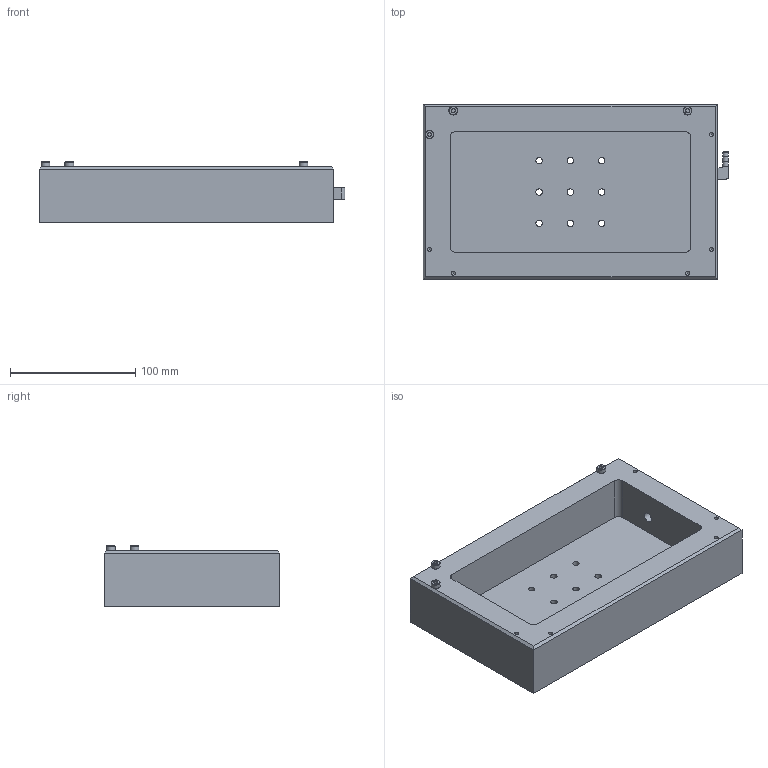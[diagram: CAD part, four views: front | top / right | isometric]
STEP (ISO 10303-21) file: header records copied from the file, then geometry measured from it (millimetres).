
FILE_DESCRIPTION(/* description */ (''),/* implementation_level */ '2;1');
FILE_NAME(/* name */ 'Chuck - V2F.stp',/* time_stamp */ '2021-06-17T16:56:33-05:00',/* author */ ('Caleb'),/* organization */ (''),/* preprocessor_version */ 'ST-DEVELOPER v18.1',/* originating_system */ 'Autodesk Inventor 2022',/* authorisation */ '');
FILE_SCHEMA (('AUTOMOTIVE_DESIGN { 1 0 10303 214 3 1 1 }'));
Products named in the file (4): Chuck - V2; UNLHEP-14-01-P-004_ChuckForGantry; 90128A212_ZNC-PLTD ALLOY STL SCKT HEAD CAP SCREW; 44555K147_BRASS BARBED TUBE FITTING FOR VACUUM
Assembly tree (5 placements, depth 2):
  Chuck - V2
    UNLHEP-14-01-P-004_ChuckForGantry
    90128A212_ZNC-PLTD ALLOY STL SCKT HEAD CAP SCREW  x3
    44555K147_BRASS BARBED TUBE FITTING FOR VACUUM
Bounding box: 243.82 x 139.7 x 48.45 mm (x, y, z)
Volume: 792299.6 mm3; surface area: 124187.6 mm2
Topology: 5 solids, 5 shells, 247 faces, 638 edges, 411 vertices
Faces by surface type: cylinder 124, plane 62, cone 51, bspline 9, sphere 1
Full cylindrical faces by diameter (mm): 3.048 x2, 3.091 x39, 3.242 x8, 4 x39, 4.318 x3, 5.105 x9, 7 x3, 7.033 x1, 7.95 x1, 9.076 x1
Entity records: 14193 total; most frequent: CARTESIAN_POINT 10655, ORIENTED_EDGE 732, DIRECTION 636, EDGE_CURVE 366, VERTEX_POINT 245, AXIS2_PLACEMENT_3D 242, EDGE_LOOP 181, LINE 152
